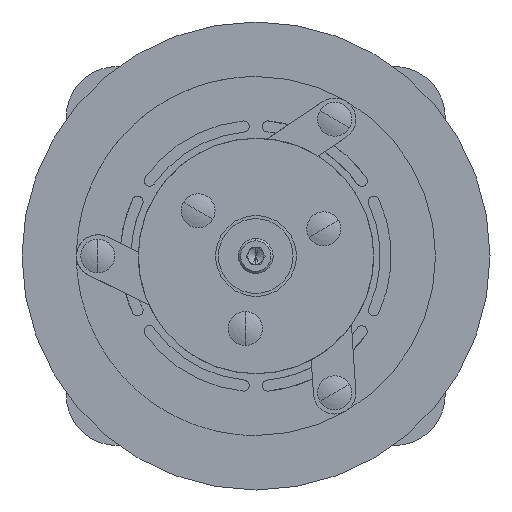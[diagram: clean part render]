
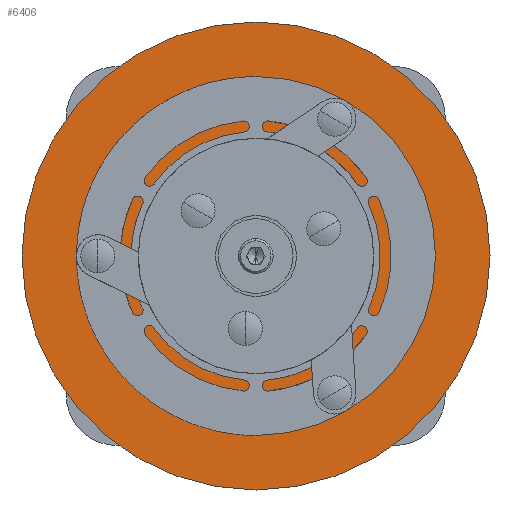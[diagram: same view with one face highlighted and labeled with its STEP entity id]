
A CAD part, left-side view. The second image highlights one B-rep face of the part: STEP entity #6406.
In plain terms, the highlighted planar face has unit normal (-1, 0, 0).
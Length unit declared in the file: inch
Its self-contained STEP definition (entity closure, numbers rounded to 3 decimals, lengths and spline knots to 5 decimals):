
#24 = DIRECTION ( 'NONE',  ( 0., 0., -1. ) ) ;
#647 = DIRECTION ( 'NONE',  ( -1., 0., 0. ) ) ;
#2287 = DIRECTION ( 'NONE',  ( 0., 0., 1. ) ) ;
#2837 = FACE_BOUND ( 'NONE', #11108, .T. ) ;
#3214 = CARTESIAN_POINT ( 'NONE',  ( -5.34499, -3.51044, -3.44456 ) ) ;
#3750 = EDGE_LOOP ( 'NONE', ( #8805, #9889 ) ) ;
#3856 = CARTESIAN_POINT ( 'NONE',  ( -5.34499, -3.51044, 1.7325 ) ) ;
#3969 = EDGE_CURVE ( 'NONE', #4926, #6505, #8496, .T. ) ;
#4272 = CARTESIAN_POINT ( 'NONE',  ( -5.34499, -3.51044, 3.44456 ) ) ;
#4373 = CIRCLE ( 'NONE', #5914, 3.44456 ) ;
#4448 = EDGE_CURVE ( 'NONE', #13936, #11269, #5135, .T. ) ;
#4926 = VERTEX_POINT ( 'NONE', #4272 ) ;
#5135 = CIRCLE ( 'NONE', #12004, 1.7325 ) ;
#5585 = CARTESIAN_POINT ( 'NONE',  ( -5.34499, -3.51044, 0. ) ) ;
#5645 = CARTESIAN_POINT ( 'NONE',  ( -5.34499, -3.51044, 0. ) ) ;
#5681 = AXIS2_PLACEMENT_3D ( 'NONE', #5585, #10459, #10382 ) ;
#5914 = AXIS2_PLACEMENT_3D ( 'NONE', #7321, #8518, #24 ) ;
#6230 = DIRECTION ( 'NONE',  ( 0., 0., 1. ) ) ;
#6304 = DIRECTION ( 'NONE',  ( -1., 0., 0. ) ) ;
#6406 = ADVANCED_FACE ( 'NONE', ( #10335, #2837 ), #15181, .T. ) ;
#6505 = VERTEX_POINT ( 'NONE', #3214 ) ;
#6543 = DIRECTION ( 'NONE',  ( -1., 0., 0. ) ) ;
#7023 = EDGE_CURVE ( 'NONE', #11269, #13936, #12781, .T. ) ;
#7321 = CARTESIAN_POINT ( 'NONE',  ( -5.34499, -3.51044, 0. ) ) ;
#8398 = AXIS2_PLACEMENT_3D ( 'NONE', #13916, #647, #8992 ) ;
#8496 = CIRCLE ( 'NONE', #5681, 3.44456 ) ;
#8518 = DIRECTION ( 'NONE',  ( 1., 0., 0. ) ) ;
#8805 = ORIENTED_EDGE ( 'NONE', *, *, #15396, .F. ) ;
#8992 = DIRECTION ( 'NONE',  ( 0., 0., 1. ) ) ;
#9516 = AXIS2_PLACEMENT_3D ( 'NONE', #12365, #6304, #6230 ) ;
#9889 = ORIENTED_EDGE ( 'NONE', *, *, #3969, .F. ) ;
#10335 = FACE_OUTER_BOUND ( 'NONE', #3750, .T. ) ;
#10382 = DIRECTION ( 'NONE',  ( 0., 0., -1. ) ) ;
#10459 = DIRECTION ( 'NONE',  ( 1., 0., 0. ) ) ;
#10695 = ORIENTED_EDGE ( 'NONE', *, *, #4448, .F. ) ;
#11108 = EDGE_LOOP ( 'NONE', ( #12194, #10695 ) ) ;
#11269 = VERTEX_POINT ( 'NONE', #12856 ) ;
#12004 = AXIS2_PLACEMENT_3D ( 'NONE', #5645, #6543, #2287 ) ;
#12194 = ORIENTED_EDGE ( 'NONE', *, *, #7023, .F. ) ;
#12365 = CARTESIAN_POINT ( 'NONE',  ( -5.34499, -3.51044, 0. ) ) ;
#12781 = CIRCLE ( 'NONE', #9516, 1.7325 ) ;
#12856 = CARTESIAN_POINT ( 'NONE',  ( -5.34499, -3.51044, -1.7325 ) ) ;
#13916 = CARTESIAN_POINT ( 'NONE',  ( -5.34499, -0.06588, 0. ) ) ;
#13936 = VERTEX_POINT ( 'NONE', #3856 ) ;
#15181 = PLANE ( 'NONE',  #8398 ) ;
#15396 = EDGE_CURVE ( 'NONE', #6505, #4926, #4373, .T. ) ;
